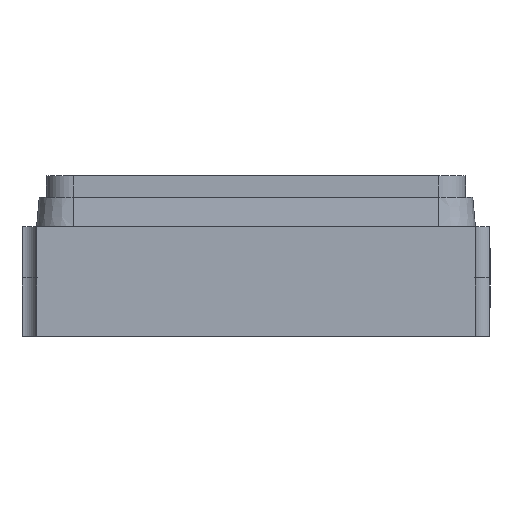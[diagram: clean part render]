
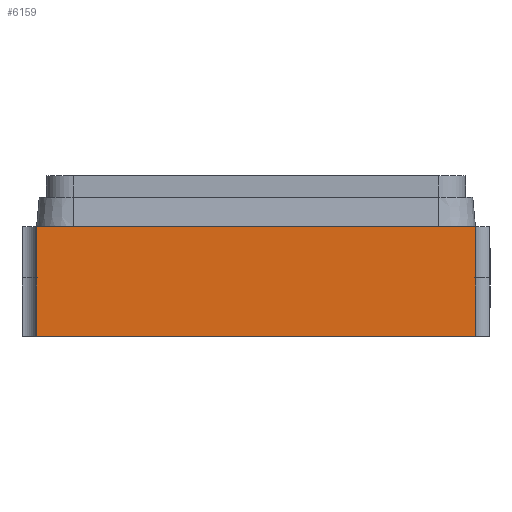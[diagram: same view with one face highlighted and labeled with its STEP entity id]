
A CAD part, front view. The second image highlights one B-rep face of the part: STEP entity #6159.
In plain terms, the highlighted planar face has unit normal (0, -1, 0).
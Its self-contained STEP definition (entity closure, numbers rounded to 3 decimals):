
#797=ORIENTED_EDGE('',*,*,#2065,.T.);
#798=ORIENTED_EDGE('',*,*,#1841,.F.);
#799=ORIENTED_EDGE('',*,*,#2066,.F.);
#800=ORIENTED_EDGE('',*,*,#2067,.F.);
#801=ORIENTED_EDGE('',*,*,#2068,.T.);
#802=ORIENTED_EDGE('',*,*,#1987,.T.);
#1841=EDGE_CURVE('',#2551,#2550,#3032,.T.);
#1987=EDGE_CURVE('',#2656,#2655,#3149,.T.);
#2065=EDGE_CURVE('',#2655,#2550,#3191,.T.);
#2066=EDGE_CURVE('',#2696,#2551,#3192,.T.);
#2067=EDGE_CURVE('',#2697,#2696,#3193,.T.);
#2068=EDGE_CURVE('',#2697,#2656,#3194,.T.);
#2550=VERTEX_POINT('',#8012);
#2551=VERTEX_POINT('',#8014);
#2655=VERTEX_POINT('',#8358);
#2656=VERTEX_POINT('',#8360);
#2696=VERTEX_POINT('',#8583);
#2697=VERTEX_POINT('',#8585);
#3032=LINE('',#8015,#3514);
#3149=LINE('',#8359,#3631);
#3191=LINE('',#8581,#3673);
#3192=LINE('',#8582,#3674);
#3193=LINE('',#8584,#3675);
#3194=LINE('',#8586,#3676);
#3514=VECTOR('',#6794,1000.);
#3631=VECTOR('',#7021,1000.);
#3673=VECTOR('',#7143,1000.);
#3674=VECTOR('',#7144,1000.);
#3675=VECTOR('',#7145,1000.);
#3676=VECTOR('',#7146,1000.);
#4038=EDGE_LOOP('',(#797,#798,#799,#800,#801,#802));
#4330=FACE_BOUND('',#4038,.T.);
#4610=PLANE('',#6481);
#6159=ADVANCED_FACE('',(#4330),#4610,.F.);
#6481=AXIS2_PLACEMENT_3D('',#8580,#7141,#7142);
#6794=DIRECTION('',(0.,0.,-1.));
#7021=DIRECTION('',(0.,0.,-1.));
#7141=DIRECTION('',(0.,1.,0.));
#7142=DIRECTION('',(0.,0.,1.));
#7143=DIRECTION('',(1.,0.,0.));
#7144=DIRECTION('',(0.,0.,-1.));
#7145=DIRECTION('',(1.,0.,0.));
#7146=DIRECTION('',(0.,0.,-1.));
#8012=CARTESIAN_POINT('',(1.5,-1.25,0.));
#8014=CARTESIAN_POINT('',(1.5,-1.25,0.4));
#8015=CARTESIAN_POINT('',(1.5,-1.25,0.75));
#8358=CARTESIAN_POINT('',(-1.5,-1.25,0.));
#8359=CARTESIAN_POINT('',(-1.5,-1.25,0.75));
#8360=CARTESIAN_POINT('',(-1.5,-1.25,0.4));
#8580=CARTESIAN_POINT('',(-1.5,-1.25,0.75));
#8581=CARTESIAN_POINT('',(-1.5,-1.25,0.));
#8582=CARTESIAN_POINT('',(1.5,-1.25,0.75));
#8583=CARTESIAN_POINT('',(1.5,-1.25,0.75));
#8584=CARTESIAN_POINT('',(-1.5,-1.25,0.75));
#8585=CARTESIAN_POINT('',(-1.5,-1.25,0.75));
#8586=CARTESIAN_POINT('',(-1.5,-1.25,0.75));
